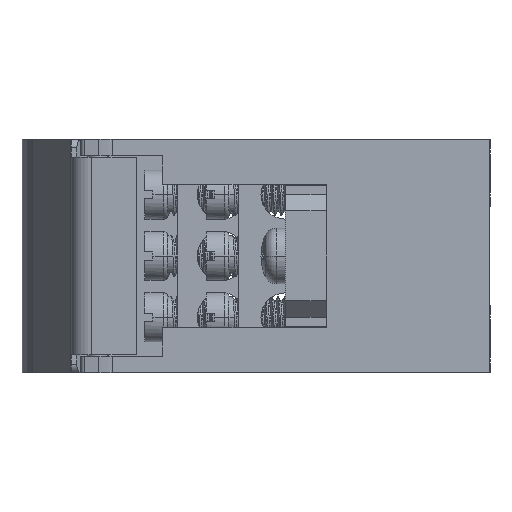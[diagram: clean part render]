
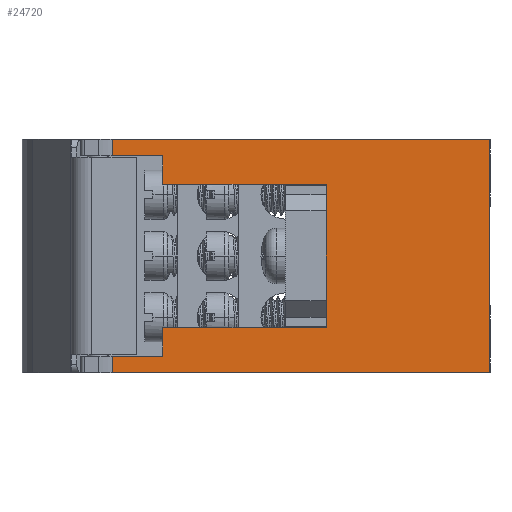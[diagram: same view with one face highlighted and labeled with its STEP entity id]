
A CAD part, left-side view. The second image highlights one B-rep face of the part: STEP entity #24720.
In plain terms, the highlighted planar face has unit normal (-1, 0, 0).
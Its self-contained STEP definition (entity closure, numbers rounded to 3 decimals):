
#472=DIRECTION('',(0.,0.,-1.));
#473=VECTOR('',#472,15.);
#474=CARTESIAN_POINT('',(-21.,20.,7.5));
#475=LINE('',#474,#473);
#476=DIRECTION('',(0.,0.,-1.));
#477=VECTOR('',#476,1.25);
#478=CARTESIAN_POINT('',(-21.,20.,8.75));
#479=LINE('',#478,#477);
#480=DIRECTION('',(0.,-1.,0.));
#481=VECTOR('',#480,20.);
#482=CARTESIAN_POINT('',(-21.,40.,8.75));
#483=LINE('',#482,#481);
#484=DIRECTION('',(0.,0.,1.));
#485=VECTOR('',#484,3.5);
#486=CARTESIAN_POINT('',(-21.,40.,8.75));
#487=LINE('',#486,#485);
#488=DIRECTION('',(0.,-1.,0.));
#489=VECTOR('',#488,6.172);
#490=CARTESIAN_POINT('',(-21.,46.172,12.25));
#491=LINE('',#490,#489);
#492=DIRECTION('',(0.,0.,-1.));
#493=VECTOR('',#492,2.);
#494=CARTESIAN_POINT('',(-21.,46.172,14.25));
#495=LINE('',#494,#493);
#496=DIRECTION('',(0.,0.,-1.));
#497=VECTOR('',#496,2.);
#498=CARTESIAN_POINT('',(-21.,46.172,-12.25));
#499=LINE('',#498,#497);
#500=DIRECTION('',(0.,-1.,0.));
#501=VECTOR('',#500,6.172);
#502=CARTESIAN_POINT('',(-21.,46.172,-12.25));
#503=LINE('',#502,#501);
#504=DIRECTION('',(0.,0.,1.));
#505=VECTOR('',#504,3.5);
#506=CARTESIAN_POINT('',(-21.,40.,-12.25));
#507=LINE('',#506,#505);
#508=DIRECTION('',(0.,-1.,0.));
#509=VECTOR('',#508,20.);
#510=CARTESIAN_POINT('',(-21.,40.,-8.75));
#511=LINE('',#510,#509);
#512=DIRECTION('',(0.,0.,-1.));
#513=VECTOR('',#512,1.25);
#514=CARTESIAN_POINT('',(-21.,20.,-7.5));
#515=LINE('',#514,#513);
#18914=DIRECTION('',(0.,-1.,0.));
#18915=VECTOR('',#18914,46.172);
#18916=CARTESIAN_POINT('',(-21.,46.172,14.25));
#18917=LINE('',#18916,#18915);
#19185=DIRECTION('',(0.,-1.,0.));
#19186=VECTOR('',#19185,46.172);
#19187=CARTESIAN_POINT('',(-21.,46.172,-14.25));
#19188=LINE('',#19187,#19186);
#19831=DIRECTION('',(0.,0.,1.));
#19832=VECTOR('',#19831,28.5);
#19833=CARTESIAN_POINT('',(-21.,0.,-14.25));
#19834=LINE('',#19833,#19832);
#21594=CARTESIAN_POINT('',(-21.,0.,-14.25));
#21595=CARTESIAN_POINT('',(-21.,0.,14.25));
#21596=VERTEX_POINT('',#21594);
#21597=VERTEX_POINT('',#21595);
#21706=CARTESIAN_POINT('',(-21.,20.,8.75));
#21708=VERTEX_POINT('',#21706);
#21711=CARTESIAN_POINT('',(-21.,20.,-8.75));
#21713=VERTEX_POINT('',#21711);
#21740=CARTESIAN_POINT('',(-21.,40.,8.75));
#21741=CARTESIAN_POINT('',(-21.,40.,12.25));
#21742=VERTEX_POINT('',#21740);
#21743=VERTEX_POINT('',#21741);
#21744=CARTESIAN_POINT('',(-21.,40.,-12.25));
#21745=CARTESIAN_POINT('',(-21.,40.,-8.75));
#21746=VERTEX_POINT('',#21744);
#21747=VERTEX_POINT('',#21745);
#21868=CARTESIAN_POINT('',(-21.,46.172,12.25));
#21870=VERTEX_POINT('',#21868);
#21874=CARTESIAN_POINT('',(-21.,46.172,14.25));
#21875=VERTEX_POINT('',#21874);
#21876=CARTESIAN_POINT('',(-21.,46.172,-14.25));
#21878=VERTEX_POINT('',#21876);
#21882=CARTESIAN_POINT('',(-21.,46.172,-12.25));
#21883=VERTEX_POINT('',#21882);
#22553=CARTESIAN_POINT('',(-21.,20.,7.5));
#22554=CARTESIAN_POINT('',(-21.,20.,-7.5));
#22555=VERTEX_POINT('',#22553);
#22556=VERTEX_POINT('',#22554);
#24686=CARTESIAN_POINT('',(-21.,56.,-14.25));
#24687=DIRECTION('',(-1.,0.,0.));
#24688=DIRECTION('',(0.,-1.,0.));
#24689=AXIS2_PLACEMENT_3D('',#24686,#24687,#24688);
#24690=PLANE('',#24689);
#24691=ORIENTED_EDGE('',*,*,#24623,.F.);
#24693=ORIENTED_EDGE('',*,*,#24692,.F.);
#24695=ORIENTED_EDGE('',*,*,#24694,.F.);
#24697=ORIENTED_EDGE('',*,*,#24696,.T.);
#24699=ORIENTED_EDGE('',*,*,#24698,.F.);
#24701=ORIENTED_EDGE('',*,*,#24700,.F.);
#24703=ORIENTED_EDGE('',*,*,#24702,.T.);
#24705=ORIENTED_EDGE('',*,*,#24704,.F.);
#24707=ORIENTED_EDGE('',*,*,#24706,.F.);
#24709=ORIENTED_EDGE('',*,*,#24708,.F.);
#24711=ORIENTED_EDGE('',*,*,#24710,.T.);
#24713=ORIENTED_EDGE('',*,*,#24712,.T.);
#24715=ORIENTED_EDGE('',*,*,#24714,.T.);
#24717=ORIENTED_EDGE('',*,*,#24716,.F.);
#24718=EDGE_LOOP('',(#24691,#24693,#24695,#24697,#24699,#24701,#24703,#24705,
#24707,#24709,#24711,#24713,#24715,#24717));
#24719=FACE_OUTER_BOUND('',#24718,.F.);
#24720=ADVANCED_FACE('',(#24719),#24690,.T.);
#24623=EDGE_CURVE('',#22555,#22556,#475,.T.);
#24692=EDGE_CURVE('',#21708,#22555,#479,.T.);
#24694=EDGE_CURVE('',#21742,#21708,#483,.T.);
#24696=EDGE_CURVE('',#21742,#21743,#487,.T.);
#24698=EDGE_CURVE('',#21870,#21743,#491,.T.);
#24700=EDGE_CURVE('',#21875,#21870,#495,.T.);
#24702=EDGE_CURVE('',#21875,#21597,#18917,.T.);
#24704=EDGE_CURVE('',#21596,#21597,#19834,.T.);
#24706=EDGE_CURVE('',#21878,#21596,#19188,.T.);
#24708=EDGE_CURVE('',#21883,#21878,#499,.T.);
#24710=EDGE_CURVE('',#21883,#21746,#503,.T.);
#24712=EDGE_CURVE('',#21746,#21747,#507,.T.);
#24714=EDGE_CURVE('',#21747,#21713,#511,.T.);
#24716=EDGE_CURVE('',#22556,#21713,#515,.T.);
